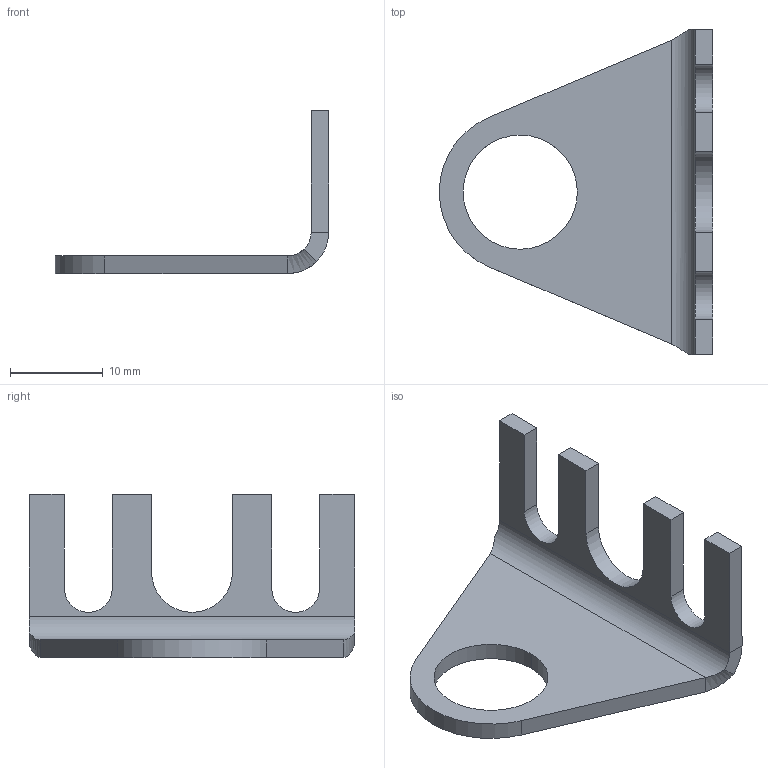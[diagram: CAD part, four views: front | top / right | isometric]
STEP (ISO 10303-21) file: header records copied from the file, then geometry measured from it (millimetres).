
FILE_DESCRIPTION (( 'STEP AP214' ), '1' );
FILE_NAME ('GV-BKT.step', '2018-10-25T18:23:14', ( '' ), ( '' ), 'SwSTEP 2.0', 'SolidWorks 2018', '' );
FILE_SCHEMA (( 'AUTOMOTIVE_DESIGN' ));
Length unit declared in the file: inch
Products named in the file (1): GV-BKT
Bounding box: 29.48 x 35.05 x 17.57 mm (x, y, z)
Volume: 1604.1 mm3; surface area: 2151.3 mm2
Topology: 1 solids, 1 shells, 30 faces, 76 edges, 48 vertices
Faces by surface type: plane 20, cylinder 8, bspline 2
Entity records: 1356 total; most frequent: CARTESIAN_POINT 207, ORIENTED_EDGE 152, DIRECTION 142, EDGE_CURVE 76, LINE 52, VECTOR 52, VERTEX_POINT 48, AXIS2_PLACEMENT_3D 45
